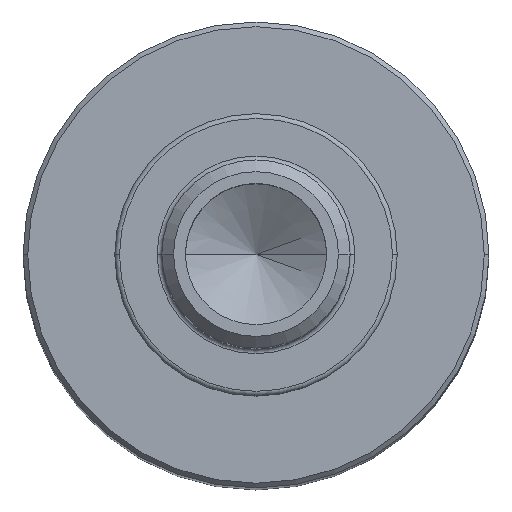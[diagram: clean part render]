
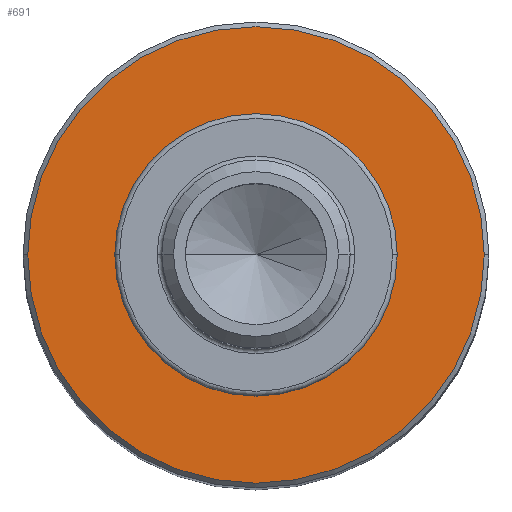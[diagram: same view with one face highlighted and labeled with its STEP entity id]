
A CAD part, top view. The second image highlights one B-rep face of the part: STEP entity #691.
In plain terms, the highlighted planar face has unit normal (0, 0, 1).
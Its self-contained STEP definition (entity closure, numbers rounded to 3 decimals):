
#61 = EDGE_CURVE ( 'NONE', #991, #871, #1570, .T. ) ;
#82 = AXIS2_PLACEMENT_3D ( 'NONE', #1629, #479, #341 ) ;
#95 = DIRECTION ( 'NONE',  ( 0., 0., 1. ) ) ;
#99 = CARTESIAN_POINT ( 'NONE',  ( 0., 0., 0. ) ) ;
#105 = AXIS2_PLACEMENT_3D ( 'NONE', #99, #95, #1269 ) ;
#163 = CARTESIAN_POINT ( 'NONE',  ( 0., 0., 0. ) ) ;
#243 = AXIS2_PLACEMENT_3D ( 'NONE', #1463, #285, #427 ) ;
#285 = DIRECTION ( 'NONE',  ( 0., 0., -1. ) ) ;
#341 = DIRECTION ( 'NONE',  ( -1., 0., 0. ) ) ;
#345 = CARTESIAN_POINT ( 'NONE',  ( -9.7, 0., 0. ) ) ;
#370 = AXIS2_PLACEMENT_3D ( 'NONE', #1088, #1372, #1518 ) ;
#427 = DIRECTION ( 'NONE',  ( -1., 0., 0. ) ) ;
#445 = ORIENTED_EDGE ( 'NONE', *, *, #912, .F. ) ;
#479 = DIRECTION ( 'NONE',  ( 0., 0., 1. ) ) ;
#681 = CARTESIAN_POINT ( 'NONE',  ( -6., 0., 0. ) ) ;
#691 = ADVANCED_FACE ( 'NONE', ( #1457, #1068 ), #1159, .F. ) ;
#751 = CIRCLE ( 'NONE', #105, 9.7 ) ;
#871 = VERTEX_POINT ( 'NONE', #1017 ) ;
#912 = EDGE_CURVE ( 'NONE', #871, #991, #936, .T. ) ;
#924 = ORIENTED_EDGE ( 'NONE', *, *, #1430, .T. ) ;
#936 = CIRCLE ( 'NONE', #82, 6. ) ;
#991 = VERTEX_POINT ( 'NONE', #681 ) ;
#995 = EDGE_LOOP ( 'NONE', ( #1520, #924 ) ) ;
#1017 = CARTESIAN_POINT ( 'NONE',  ( 6., 0., 0. ) ) ;
#1032 = DIRECTION ( 'NONE',  ( 0., 0., 1. ) ) ;
#1068 = FACE_BOUND ( 'NONE', #1442, .T. ) ;
#1088 = CARTESIAN_POINT ( 'NONE',  ( 0., 0., 0. ) ) ;
#1103 = VERTEX_POINT ( 'NONE', #1231 ) ;
#1159 = PLANE ( 'NONE',  #243 ) ;
#1185 = AXIS2_PLACEMENT_3D ( 'NONE', #163, #1032, #1627 ) ;
#1231 = CARTESIAN_POINT ( 'NONE',  ( 9.7, 0., 0. ) ) ;
#1269 = DIRECTION ( 'NONE',  ( -1., 0., 0. ) ) ;
#1281 = VERTEX_POINT ( 'NONE', #345 ) ;
#1372 = DIRECTION ( 'NONE',  ( 0., 0., 1. ) ) ;
#1430 = EDGE_CURVE ( 'NONE', #1103, #1281, #751, .T. ) ;
#1442 = EDGE_LOOP ( 'NONE', ( #1834, #445 ) ) ;
#1457 = FACE_OUTER_BOUND ( 'NONE', #995, .T. ) ;
#1463 = CARTESIAN_POINT ( 'NONE',  ( 0., 0., 0. ) ) ;
#1518 = DIRECTION ( 'NONE',  ( -1., 0., 0. ) ) ;
#1520 = ORIENTED_EDGE ( 'NONE', *, *, #1737, .T. ) ;
#1570 = CIRCLE ( 'NONE', #1185, 6. ) ;
#1627 = DIRECTION ( 'NONE',  ( -1., 0., 0. ) ) ;
#1629 = CARTESIAN_POINT ( 'NONE',  ( 0., 0., 0. ) ) ;
#1737 = EDGE_CURVE ( 'NONE', #1281, #1103, #1795, .T. ) ;
#1795 = CIRCLE ( 'NONE', #370, 9.7 ) ;
#1834 = ORIENTED_EDGE ( 'NONE', *, *, #61, .F. ) ;
